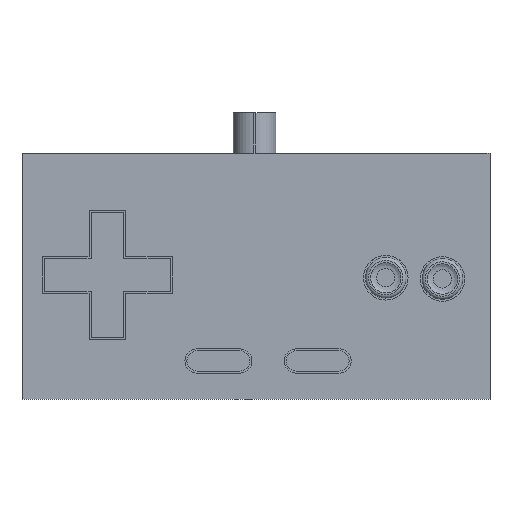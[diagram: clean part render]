
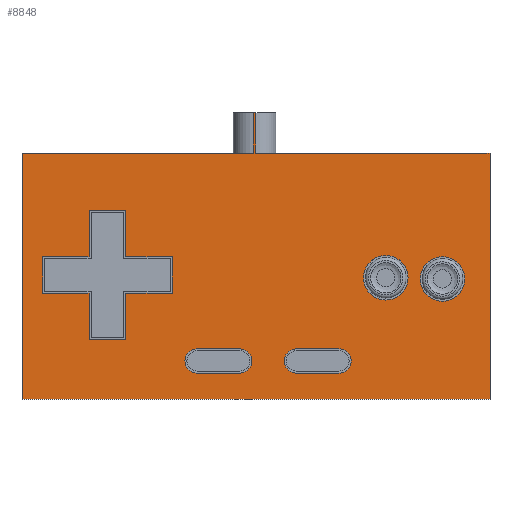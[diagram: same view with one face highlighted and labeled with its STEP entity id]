
A CAD part, top view. The second image highlights one B-rep face of the part: STEP entity #8848.
In plain terms, the highlighted planar face has unit normal (0, 0, 1).
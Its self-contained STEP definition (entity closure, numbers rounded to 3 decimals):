
#493=FACE_BOUND('',#1502,.T.);
#494=FACE_BOUND('',#1503,.T.);
#495=FACE_BOUND('',#1504,.T.);
#496=FACE_BOUND('',#1505,.T.);
#497=FACE_BOUND('',#1506,.T.);
#1029=FACE_OUTER_BOUND('',#1501,.T.);
#1501=EDGE_LOOP('',(#7851,#7852,#7853,#7854,#7855,#7856,#7857,#7858));
#1502=EDGE_LOOP('',(#7859,#7860,#7861,#7862));
#1503=EDGE_LOOP('',(#7863));
#1504=EDGE_LOOP('',(#7864,#7865,#7866,#7867));
#1505=EDGE_LOOP('',(#7868));
#1506=EDGE_LOOP('',(#7869,#7870,#7871,#7872,#7873,#7874,#7875,#7876,#7877,
#7878,#7879,#7880));
#1761=CIRCLE('',#9605,0.6);
#1763=CIRCLE('',#9609,0.6);
#1764=CIRCLE('',#9611,1.1);
#1767=CIRCLE('',#9616,0.6);
#1769=CIRCLE('',#9620,0.6);
#1770=CIRCLE('',#9622,1.1);
#2616=LINE('',#14471,#3573);
#2617=LINE('',#14477,#3574);
#2618=LINE('',#14481,#3575);
#2620=LINE('',#14485,#3577);
#2623=LINE('',#14493,#3580);
#2627=LINE('',#14505,#3584);
#2632=LINE('',#14523,#3589);
#2636=LINE('',#14535,#3593);
#2656=LINE('',#14582,#3613);
#2659=LINE('',#14587,#3616);
#2661=LINE('',#14591,#3618);
#2663=LINE('',#14595,#3620);
#2665=LINE('',#14599,#3622);
#2667=LINE('',#14603,#3624);
#2672=LINE('',#14615,#3629);
#2674=LINE('',#14618,#3631);
#2675=LINE('',#14621,#3632);
#2677=LINE('',#14625,#3634);
#2679=LINE('',#14629,#3636);
#2681=LINE('',#14632,#3638);
#2682=LINE('',#14636,#3639);
#2683=LINE('',#14638,#3640);
#2684=LINE('',#14639,#3641);
#2685=LINE('',#14640,#3642);
#3573=VECTOR('',#11807,10.);
#3574=VECTOR('',#11816,10.);
#3575=VECTOR('',#11821,10.);
#3577=VECTOR('',#11825,10.);
#3580=VECTOR('',#11830,10.);
#3584=VECTOR('',#11842,10.);
#3589=VECTOR('',#11861,10.);
#3593=VECTOR('',#11873,10.);
#3613=VECTOR('',#11909,10.);
#3616=VECTOR('',#11914,10.);
#3618=VECTOR('',#11918,10.);
#3620=VECTOR('',#11922,10.);
#3622=VECTOR('',#11926,10.);
#3624=VECTOR('',#11930,10.);
#3629=VECTOR('',#11945,10.);
#3631=VECTOR('',#11949,10.);
#3632=VECTOR('',#11952,10.);
#3634=VECTOR('',#11956,10.);
#3636=VECTOR('',#11960,10.);
#3638=VECTOR('',#11964,10.);
#3639=VECTOR('',#11967,10.);
#3640=VECTOR('',#11968,10.);
#3641=VECTOR('',#11969,10.);
#3642=VECTOR('',#11970,10.);
#4367=VERTEX_POINT('',#14468);
#4368=VERTEX_POINT('',#14470);
#4369=VERTEX_POINT('',#14475);
#4370=VERTEX_POINT('',#14479);
#4371=VERTEX_POINT('',#14483);
#4374=VERTEX_POINT('',#14490);
#4375=VERTEX_POINT('',#14492);
#4377=VERTEX_POINT('',#14498);
#4379=VERTEX_POINT('',#14504);
#4380=VERTEX_POINT('',#14511);
#4384=VERTEX_POINT('',#14520);
#4385=VERTEX_POINT('',#14522);
#4387=VERTEX_POINT('',#14528);
#4389=VERTEX_POINT('',#14534);
#4390=VERTEX_POINT('',#14541);
#4407=VERTEX_POINT('',#14579);
#4408=VERTEX_POINT('',#14581);
#4409=VERTEX_POINT('',#14585);
#4410=VERTEX_POINT('',#14589);
#4411=VERTEX_POINT('',#14593);
#4412=VERTEX_POINT('',#14597);
#4413=VERTEX_POINT('',#14601);
#4414=VERTEX_POINT('',#14612);
#4415=VERTEX_POINT('',#14614);
#4416=VERTEX_POINT('',#14620);
#4417=VERTEX_POINT('',#14624);
#4418=VERTEX_POINT('',#14628);
#4419=VERTEX_POINT('',#14634);
#4420=VERTEX_POINT('',#14635);
#4421=VERTEX_POINT('',#14637);
#5503=EDGE_CURVE('',#4367,#4368,#2616,.T.);
#5506=EDGE_CURVE('',#4369,#4368,#2617,.T.);
#5508=EDGE_CURVE('',#4370,#4367,#2618,.T.);
#5510=EDGE_CURVE('',#4371,#4370,#2620,.T.);
#5513=EDGE_CURVE('',#4375,#4374,#2623,.T.);
#5516=EDGE_CURVE('',#4377,#4375,#1761,.T.);
#5519=EDGE_CURVE('',#4379,#4377,#2627,.T.);
#5522=EDGE_CURVE('',#4374,#4379,#1763,.T.);
#5523=EDGE_CURVE('',#4380,#4380,#1764,.T.);
#5528=EDGE_CURVE('',#4385,#4384,#2632,.T.);
#5531=EDGE_CURVE('',#4387,#4385,#1767,.T.);
#5534=EDGE_CURVE('',#4389,#4387,#2636,.T.);
#5537=EDGE_CURVE('',#4384,#4389,#1769,.T.);
#5538=EDGE_CURVE('',#4390,#4390,#1770,.T.);
#5558=EDGE_CURVE('',#4408,#4407,#2656,.T.);
#5561=EDGE_CURVE('',#4407,#4409,#2659,.T.);
#5563=EDGE_CURVE('',#4409,#4410,#2661,.T.);
#5565=EDGE_CURVE('',#4410,#4411,#2663,.T.);
#5567=EDGE_CURVE('',#4411,#4412,#2665,.T.);
#5569=EDGE_CURVE('',#4412,#4413,#2667,.T.);
#5574=EDGE_CURVE('',#4415,#4414,#2672,.T.);
#5576=EDGE_CURVE('',#4413,#4415,#2674,.T.);
#5577=EDGE_CURVE('',#4416,#4408,#2675,.T.);
#5579=EDGE_CURVE('',#4417,#4416,#2677,.T.);
#5581=EDGE_CURVE('',#4418,#4417,#2679,.T.);
#5583=EDGE_CURVE('',#4414,#4418,#2681,.T.);
#5584=EDGE_CURVE('',#4419,#4420,#2682,.T.);
#5585=EDGE_CURVE('',#4421,#4419,#2683,.T.);
#5586=EDGE_CURVE('',#4369,#4421,#2684,.T.);
#5587=EDGE_CURVE('',#4420,#4371,#2685,.T.);
#7851=ORIENTED_EDGE('',*,*,#5584,.F.);
#7852=ORIENTED_EDGE('',*,*,#5585,.F.);
#7853=ORIENTED_EDGE('',*,*,#5586,.F.);
#7854=ORIENTED_EDGE('',*,*,#5506,.T.);
#7855=ORIENTED_EDGE('',*,*,#5503,.F.);
#7856=ORIENTED_EDGE('',*,*,#5508,.F.);
#7857=ORIENTED_EDGE('',*,*,#5510,.F.);
#7858=ORIENTED_EDGE('',*,*,#5587,.F.);
#7859=ORIENTED_EDGE('',*,*,#5513,.T.);
#7860=ORIENTED_EDGE('',*,*,#5522,.T.);
#7861=ORIENTED_EDGE('',*,*,#5519,.T.);
#7862=ORIENTED_EDGE('',*,*,#5516,.T.);
#7863=ORIENTED_EDGE('',*,*,#5523,.T.);
#7864=ORIENTED_EDGE('',*,*,#5528,.T.);
#7865=ORIENTED_EDGE('',*,*,#5537,.T.);
#7866=ORIENTED_EDGE('',*,*,#5534,.T.);
#7867=ORIENTED_EDGE('',*,*,#5531,.T.);
#7868=ORIENTED_EDGE('',*,*,#5538,.T.);
#7869=ORIENTED_EDGE('',*,*,#5574,.T.);
#7870=ORIENTED_EDGE('',*,*,#5583,.T.);
#7871=ORIENTED_EDGE('',*,*,#5581,.T.);
#7872=ORIENTED_EDGE('',*,*,#5579,.T.);
#7873=ORIENTED_EDGE('',*,*,#5577,.T.);
#7874=ORIENTED_EDGE('',*,*,#5558,.T.);
#7875=ORIENTED_EDGE('',*,*,#5561,.T.);
#7876=ORIENTED_EDGE('',*,*,#5563,.T.);
#7877=ORIENTED_EDGE('',*,*,#5565,.T.);
#7878=ORIENTED_EDGE('',*,*,#5567,.T.);
#7879=ORIENTED_EDGE('',*,*,#5569,.T.);
#7880=ORIENTED_EDGE('',*,*,#5576,.T.);
#8397=PLANE('',#9641);
#8848=ADVANCED_FACE('',(#1029,#493,#494,#495,#496,#497),#8397,.F.);
#9605=AXIS2_PLACEMENT_3D('',#14499,#11836,#11837);
#9609=AXIS2_PLACEMENT_3D('',#14509,#11848,#11849);
#9611=AXIS2_PLACEMENT_3D('',#14512,#11852,#11853);
#9616=AXIS2_PLACEMENT_3D('',#14529,#11867,#11868);
#9620=AXIS2_PLACEMENT_3D('',#14539,#11879,#11880);
#9622=AXIS2_PLACEMENT_3D('',#14542,#11883,#11884);
#9641=AXIS2_PLACEMENT_3D('',#14633,#11965,#11966);
#11807=DIRECTION('',(1.,0.,0.));
#11816=DIRECTION('',(0.,1.,0.));
#11821=DIRECTION('',(0.,1.,0.));
#11825=DIRECTION('',(1.,0.,0.));
#11830=DIRECTION('',(1.,0.,0.));
#11836=DIRECTION('center_axis',(0.,0.,-1.));
#11837=DIRECTION('ref_axis',(0.,1.,0.));
#11842=DIRECTION('',(-1.,0.,0.));
#11848=DIRECTION('center_axis',(0.,0.,-1.));
#11849=DIRECTION('ref_axis',(0.,-1.,0.));
#11852=DIRECTION('center_axis',(0.,0.,-1.));
#11853=DIRECTION('ref_axis',(-1.,0.,0.));
#11861=DIRECTION('',(1.,0.,0.));
#11867=DIRECTION('center_axis',(0.,0.,-1.));
#11868=DIRECTION('ref_axis',(0.,1.,0.));
#11873=DIRECTION('',(-1.,0.,0.));
#11879=DIRECTION('center_axis',(0.,0.,-1.));
#11880=DIRECTION('ref_axis',(0.,-1.,0.));
#11883=DIRECTION('center_axis',(0.,0.,-1.));
#11884=DIRECTION('ref_axis',(-1.,0.,0.));
#11909=DIRECTION('',(0.,-1.,0.));
#11914=DIRECTION('',(-1.,0.,0.));
#11918=DIRECTION('',(0.,-1.,0.));
#11922=DIRECTION('',(-1.,0.,0.));
#11926=DIRECTION('',(0.,1.,0.));
#11930=DIRECTION('',(-1.,0.,0.));
#11945=DIRECTION('',(1.,0.,0.));
#11949=DIRECTION('',(0.,1.,0.));
#11952=DIRECTION('',(1.,0.,0.));
#11956=DIRECTION('',(0.,-1.,0.));
#11960=DIRECTION('',(1.,0.,0.));
#11964=DIRECTION('',(0.,1.,0.));
#11965=DIRECTION('center_axis',(0.,0.,-1.));
#11966=DIRECTION('ref_axis',(-1.,0.,0.));
#11967=DIRECTION('',(-1.,0.,0.));
#11968=DIRECTION('',(0.,-1.,0.));
#11969=DIRECTION('',(1.,0.,0.));
#11970=DIRECTION('',(0.,1.,0.));
#14468=CARTESIAN_POINT('',(-0.082,8.16,2.25));
#14470=CARTESIAN_POINT('',(0.06,8.16,2.25));
#14471=CARTESIAN_POINT('',(-11.5,8.16,2.25));
#14475=CARTESIAN_POINT('',(0.06,6.16,2.25));
#14477=CARTESIAN_POINT('',(0.06,6.16,2.25));
#14479=CARTESIAN_POINT('',(-0.082,6.16,2.25));
#14481=CARTESIAN_POINT('',(-0.082,6.16,2.25));
#14483=CARTESIAN_POINT('',(-11.5,6.16,2.25));
#14485=CARTESIAN_POINT('',(5.84,6.16,2.25));
#14490=CARTESIAN_POINT('',(4.16,-3.51,2.25));
#14492=CARTESIAN_POINT('',(2.06,-3.51,2.25));
#14493=CARTESIAN_POINT('',(1.06,-3.51,2.25));
#14498=CARTESIAN_POINT('',(2.06,-4.71,2.25));
#14499=CARTESIAN_POINT('Origin',(2.06,-4.11,2.25));
#14504=CARTESIAN_POINT('',(4.16,-4.71,2.25));
#14505=CARTESIAN_POINT('',(2.11,-4.71,2.25));
#14509=CARTESIAN_POINT('Origin',(4.16,-4.11,2.25));
#14511=CARTESIAN_POINT('',(7.57,0.,2.25));
#14512=CARTESIAN_POINT('Origin',(6.47,0.,2.25));
#14520=CARTESIAN_POINT('',(-0.75,-3.51,2.25));
#14522=CARTESIAN_POINT('',(-2.85,-3.51,2.25));
#14523=CARTESIAN_POINT('',(-1.395,-3.51,2.25));
#14528=CARTESIAN_POINT('',(-2.85,-4.71,2.25));
#14529=CARTESIAN_POINT('Origin',(-2.85,-4.11,2.25));
#14534=CARTESIAN_POINT('',(-0.75,-4.71,2.25));
#14535=CARTESIAN_POINT('',(-0.345,-4.71,2.25));
#14539=CARTESIAN_POINT('Origin',(-0.75,-4.11,2.25));
#14541=CARTESIAN_POINT('',(10.37,-0.06,2.25));
#14542=CARTESIAN_POINT('Origin',(9.27,-0.06,2.25));
#14579=CARTESIAN_POINT('',(-4.08,-0.77,2.25));
#14581=CARTESIAN_POINT('',(-4.08,1.05,2.25));
#14582=CARTESIAN_POINT('',(-4.08,0.565,2.25));
#14585=CARTESIAN_POINT('',(-6.37,-0.77,2.25));
#14587=CARTESIAN_POINT('',(-2.01,-0.77,2.25));
#14589=CARTESIAN_POINT('',(-6.37,-3.06,2.25));
#14591=CARTESIAN_POINT('',(-6.37,-0.345,2.25));
#14593=CARTESIAN_POINT('',(-8.19,-3.06,2.25));
#14595=CARTESIAN_POINT('',(-3.155,-3.06,2.25));
#14597=CARTESIAN_POINT('',(-8.19,-0.77,2.25));
#14599=CARTESIAN_POINT('',(-8.19,-1.49,2.25));
#14601=CARTESIAN_POINT('',(-10.48,-0.77,2.25));
#14603=CARTESIAN_POINT('',(-4.065,-0.77,2.25));
#14612=CARTESIAN_POINT('',(-8.19,1.05,2.25));
#14614=CARTESIAN_POINT('',(-10.48,1.05,2.25));
#14615=CARTESIAN_POINT('',(-5.21,1.05,2.25));
#14618=CARTESIAN_POINT('',(-10.48,-0.345,2.25));
#14620=CARTESIAN_POINT('',(-6.37,1.05,2.25));
#14621=CARTESIAN_POINT('',(-3.155,1.05,2.25));
#14624=CARTESIAN_POINT('',(-6.37,3.34,2.25));
#14625=CARTESIAN_POINT('',(-6.37,1.71,2.25));
#14628=CARTESIAN_POINT('',(-8.19,3.34,2.25));
#14629=CARTESIAN_POINT('',(-4.065,3.34,2.25));
#14632=CARTESIAN_POINT('',(-8.19,0.565,2.25));
#14633=CARTESIAN_POINT('Origin',(0.06,0.08,
2.25));
#14634=CARTESIAN_POINT('',(11.62,-6.,2.25));
#14635=CARTESIAN_POINT('',(-11.5,-6.,2.25));
#14636=CARTESIAN_POINT('',(-5.72,-6.,2.25));
#14637=CARTESIAN_POINT('',(11.62,6.16,2.25));
#14638=CARTESIAN_POINT('',(11.62,-2.96,2.25));
#14639=CARTESIAN_POINT('',(5.84,6.16,2.25));
#14640=CARTESIAN_POINT('',(-11.5,3.12,2.25));
